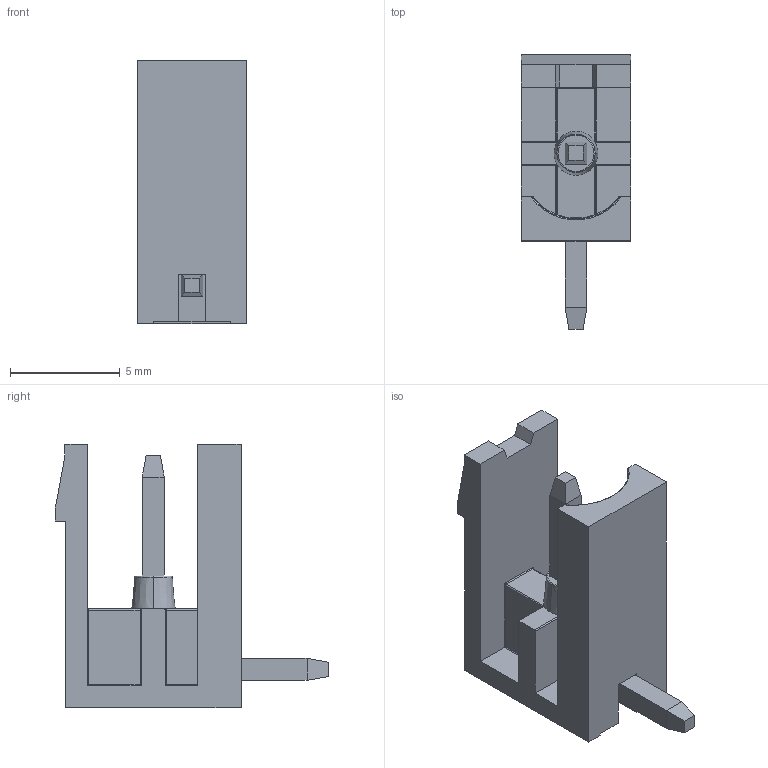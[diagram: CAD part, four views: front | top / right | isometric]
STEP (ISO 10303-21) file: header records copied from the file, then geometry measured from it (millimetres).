
FILE_DESCRIPTION (( 'STEP AP214' ), '1' );
FILE_NAME ('123ACC28-3BB9-4CE9-95B9-F436F01AF7A4.STEP', '2023-02-03T09:45:26', ( '' ), ( '' ), 'SwSTEP 2.0', 'SolidWorks 2022', '' );
FILE_SCHEMA (( 'AUTOMOTIVE_DESIGN' ));
Length unit declared in the file: millimetre
Products named in the file (1): 123ACC28-3BB9-4CE9-95B9-F436F01AF7A4
Bounding box: 5 x 12.47 x 12 mm (x, y, z)
Volume: 230.4 mm3; surface area: 541.3 mm2
Topology: 3 solids, 3 shells, 107 faces, 260 edges, 158 vertices
Faces by surface type: plane 61, cylinder 26, torus 14, cone 2, sphere 2, bspline 2
Entity records: 3200 total; most frequent: CARTESIAN_POINT 668, DIRECTION 518, ORIENTED_EDGE 512, EDGE_CURVE 256, LINE 178, VECTOR 178, AXIS2_PLACEMENT_3D 170, VERTEX_POINT 156
